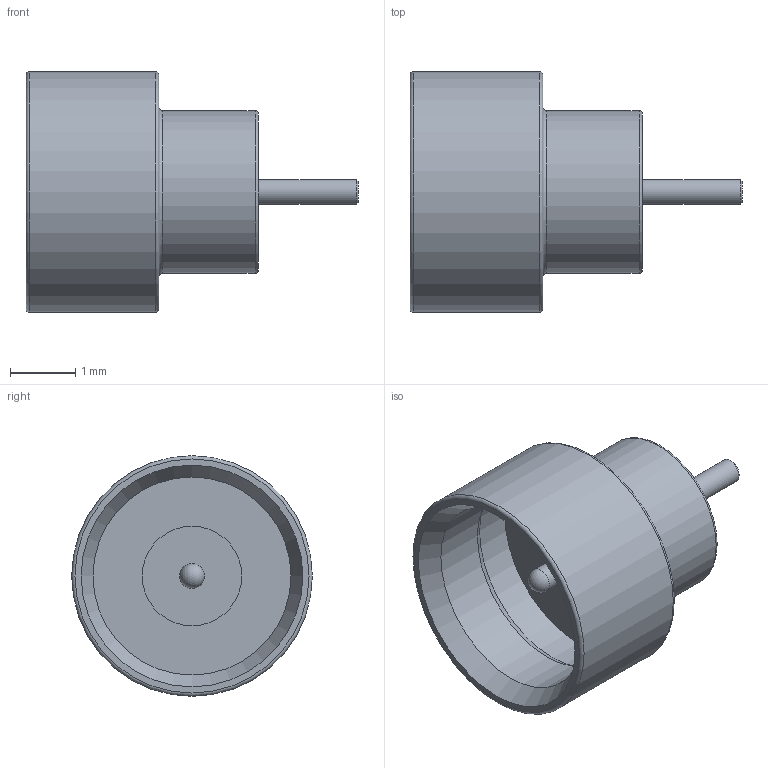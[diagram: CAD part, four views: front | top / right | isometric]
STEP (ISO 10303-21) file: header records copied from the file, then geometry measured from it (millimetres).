
FILE_DESCRIPTION (( 'STEP AP203' ), '1' );
FILE_NAME ('PE44923_3D.step', '2021-05-07T16:23:02', ( '' ), ( '' ), 'SwSTEP 2.0', 'SolidWorks 2020', '' );
FILE_SCHEMA (( 'CONFIG_CONTROL_DESIGN' ));
Length unit declared in the file: inch
Products named in the file (1): PE44923_3D
Bounding box: 5.08 x 3.68 x 3.68 mm (x, y, z)
Volume: 15 mm3; surface area: 78.7 mm2
Topology: 1 solids, 1 shells, 23 faces, 42 edges, 25 vertices
Faces by surface type: cylinder 8, plane 7, torus 4, cone 3, sphere 1
Full cylindrical faces by diameter (mm): 0.381 x2, 1.524 x1, 1.981 x1, 2.489 x1, 3.029 x1, 3.169 x1, 3.683 x1
Entity records: 533 total; most frequent: DIRECTION 92, CARTESIAN_POINT 68, AXIS2_PLACEMENT_3D 46, EDGE_LOOP 44, ORIENTED_EDGE 44, FACE_OUTER_BOUND 35, ADVANCED_FACE 23, VERTEX_POINT 22
